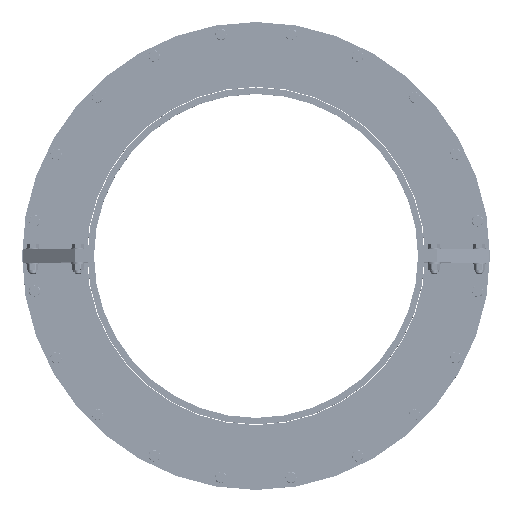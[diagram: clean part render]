
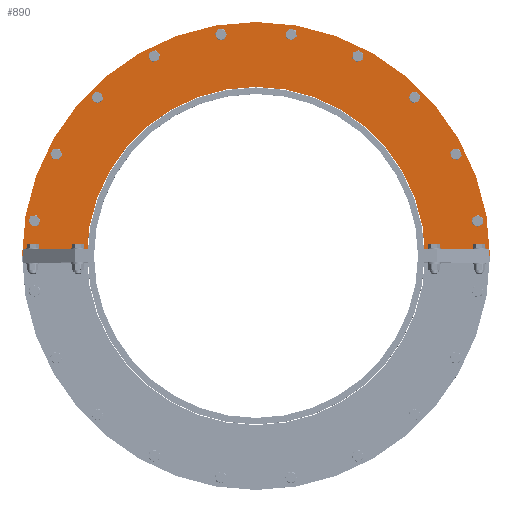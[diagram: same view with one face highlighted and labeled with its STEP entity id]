
A CAD part, top view. The second image highlights one B-rep face of the part: STEP entity #890.
In plain terms, the highlighted planar face has unit normal (0, 0, 1).
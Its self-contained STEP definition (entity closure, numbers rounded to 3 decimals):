
#404=CARTESIAN_POINT('',(362.5,0.2,10.0));
#405=VERTEX_POINT('',#404);
#414=CARTESIAN_POINT('',(262.,0.2,10.0));
#415=VERTEX_POINT('',#414);
#416=CARTESIAN_POINT('',(262.,0.2,10.0));
#417=DIRECTION('',(1.0,0.0,0.0));
#418=VECTOR('',#417,100.5);
#419=LINE('',#416,#418);
#420=EDGE_CURVE('',#415,#405,#419,.T.);
#446=CARTESIAN_POINT('',(-362.5,0.2,10.0));
#447=VERTEX_POINT('',#446);
#462=CARTESIAN_POINT('',(-262.,0.2,10.0));
#463=VERTEX_POINT('',#462);
#470=CARTESIAN_POINT('',(-362.5,0.2,10.0));
#471=DIRECTION('',(1.0,0.0,0.0));
#472=VECTOR('',#471,100.5);
#473=LINE('',#470,#472);
#474=EDGE_CURVE('',#447,#463,#473,.T.);
#621=CARTESIAN_POINT('',(0.0,0.0,10.0));
#622=DIRECTION('',(0.0,0.0,-1.0));
#623=DIRECTION('',(-1.0,0.0,0.0));
#624=AXIS2_PLACEMENT_3D('',#621,#622,#623);
#625=CIRCLE('',#624,262.0);
#626=EDGE_CURVE('',#463,#415,#625,.T.);
#639=CARTESIAN_POINT('',(60.305,341.29,10.0));
#640=VERTEX_POINT('',#639);
#641=CARTESIAN_POINT('',(54.361,343.222,10.0));
#642=DIRECTION('',(0.0,0.0,-1.0));
#643=DIRECTION('',(0.951,-0.309,0.0));
#644=AXIS2_PLACEMENT_3D('',#641,#642,#643);
#645=CIRCLE('',#644,6.25);
#646=EDGE_CURVE('',#640,#640,#645,.T.);
#659=CARTESIAN_POINT('',(162.818,305.951,10.0));
#660=VERTEX_POINT('',#659);
#661=CARTESIAN_POINT('',(157.762,309.625,10.0));
#662=DIRECTION('',(0.0,0.0,-1.0));
#663=DIRECTION('',(0.809,-0.588,0.0));
#664=AXIS2_PLACEMENT_3D('',#661,#662,#663);
#665=CIRCLE('',#664,6.25);
#666=EDGE_CURVE('',#660,#660,#665,.T.);
#679=CARTESIAN_POINT('',(249.393,240.663,10.0));
#680=VERTEX_POINT('',#679);
#681=CARTESIAN_POINT('',(245.72,245.72,10.0));
#682=DIRECTION('',(0.0,0.0,-1.0));
#683=DIRECTION('',(0.588,-0.809,0.0));
#684=AXIS2_PLACEMENT_3D('',#681,#682,#683);
#685=CIRCLE('',#684,6.25);
#686=EDGE_CURVE('',#680,#680,#685,.T.);
#699=CARTESIAN_POINT('',(311.556,151.818,10.0));
#700=VERTEX_POINT('',#699);
#701=CARTESIAN_POINT('',(309.625,157.762,10.0));
#702=DIRECTION('',(0.0,0.0,-1.0));
#703=DIRECTION('',(0.309,-0.951,0.0));
#704=AXIS2_PLACEMENT_3D('',#701,#702,#703);
#705=CIRCLE('',#704,6.25);
#706=EDGE_CURVE('',#700,#700,#705,.T.);
#719=CARTESIAN_POINT('',(343.222,48.111,10.0));
#720=VERTEX_POINT('',#719);
#721=CARTESIAN_POINT('',(343.222,54.361,10.0));
#722=DIRECTION('',(0.0,0.0,-1.0));
#723=DIRECTION('',(0.0,-1.0,0.0));
#724=AXIS2_PLACEMENT_3D('',#721,#722,#723);
#725=CIRCLE('',#724,6.25);
#726=EDGE_CURVE('',#720,#720,#725,.T.);
#739=CARTESIAN_POINT('',(-341.29,60.305,10.0));
#740=VERTEX_POINT('',#739);
#741=CARTESIAN_POINT('',(-343.222,54.361,10.0));
#742=DIRECTION('',(0.0,0.0,-1.0));
#743=DIRECTION('',(0.309,0.951,0.0));
#744=AXIS2_PLACEMENT_3D('',#741,#742,#743);
#745=CIRCLE('',#744,6.25);
#746=EDGE_CURVE('',#740,#740,#745,.T.);
#759=CARTESIAN_POINT('',(-305.951,162.818,10.0));
#760=VERTEX_POINT('',#759);
#761=CARTESIAN_POINT('',(-309.625,157.762,10.0));
#762=DIRECTION('',(0.0,0.0,-1.0));
#763=DIRECTION('',(0.588,0.809,0.0));
#764=AXIS2_PLACEMENT_3D('',#761,#762,#763);
#765=CIRCLE('',#764,6.25);
#766=EDGE_CURVE('',#760,#760,#765,.T.);
#779=CARTESIAN_POINT('',(-240.663,249.393,10.0));
#780=VERTEX_POINT('',#779);
#781=CARTESIAN_POINT('',(-245.72,245.72,10.0));
#782=DIRECTION('',(0.0,0.0,-1.0));
#783=DIRECTION('',(0.809,0.588,0.0));
#784=AXIS2_PLACEMENT_3D('',#781,#782,#783);
#785=CIRCLE('',#784,6.25);
#786=EDGE_CURVE('',#780,#780,#785,.T.);
#799=CARTESIAN_POINT('',(-151.818,311.556,10.0));
#800=VERTEX_POINT('',#799);
#801=CARTESIAN_POINT('',(-157.762,309.625,10.0));
#802=DIRECTION('',(0.0,0.0,-1.0));
#803=DIRECTION('',(0.951,0.309,0.0));
#804=AXIS2_PLACEMENT_3D('',#801,#802,#803);
#805=CIRCLE('',#804,6.25);
#806=EDGE_CURVE('',#800,#800,#805,.T.);
#819=CARTESIAN_POINT('',(-48.111,343.222,10.0));
#820=VERTEX_POINT('',#819);
#821=CARTESIAN_POINT('',(-54.361,343.222,10.0));
#822=DIRECTION('',(0.0,0.0,-1.0));
#823=DIRECTION('',(1.0,0.0,0.0));
#824=AXIS2_PLACEMENT_3D('',#821,#822,#823);
#825=CIRCLE('',#824,6.25);
#826=EDGE_CURVE('',#820,#820,#825,.T.);
#837=CARTESIAN_POINT('',(0.0,0.0,10.0));
#838=DIRECTION('',(0.0,0.0,-1.0));
#839=DIRECTION('',(-1.0,0.0,0.0));
#840=AXIS2_PLACEMENT_3D('',#837,#838,#839);
#841=CIRCLE('',#840,362.5);
#842=EDGE_CURVE('',#447,#405,#841,.T.);
#849=CARTESIAN_POINT('',(0.0,0.0,10.0));
#850=DIRECTION('',(0.0,0.0,-1.0));
#851=DIRECTION('',(-1.0,0.0,0.0));
#852=AXIS2_PLACEMENT_3D('',#849,#850,#851);
#853=PLANE('',#852);
#854=ORIENTED_EDGE('',*,*,#474,.T.);
#855=ORIENTED_EDGE('',*,*,#626,.T.);
#856=ORIENTED_EDGE('',*,*,#420,.T.);
#857=ORIENTED_EDGE('',*,*,#842,.F.);
#858=EDGE_LOOP('',(#854,#855,#856,#857));
#859=FACE_OUTER_BOUND('',#858,.T.);
#860=ORIENTED_EDGE('',*,*,#646,.T.);
#861=EDGE_LOOP('',(#860));
#862=FACE_BOUND('',#861,.T.);
#863=ORIENTED_EDGE('',*,*,#666,.T.);
#864=EDGE_LOOP('',(#863));
#865=FACE_BOUND('',#864,.T.);
#866=ORIENTED_EDGE('',*,*,#686,.T.);
#867=EDGE_LOOP('',(#866));
#868=FACE_BOUND('',#867,.T.);
#869=ORIENTED_EDGE('',*,*,#706,.T.);
#870=EDGE_LOOP('',(#869));
#871=FACE_BOUND('',#870,.T.);
#872=ORIENTED_EDGE('',*,*,#726,.T.);
#873=EDGE_LOOP('',(#872));
#874=FACE_BOUND('',#873,.T.);
#875=ORIENTED_EDGE('',*,*,#746,.T.);
#876=EDGE_LOOP('',(#875));
#877=FACE_BOUND('',#876,.T.);
#878=ORIENTED_EDGE('',*,*,#766,.T.);
#879=EDGE_LOOP('',(#878));
#880=FACE_BOUND('',#879,.T.);
#881=ORIENTED_EDGE('',*,*,#786,.T.);
#882=EDGE_LOOP('',(#881));
#883=FACE_BOUND('',#882,.T.);
#884=ORIENTED_EDGE('',*,*,#806,.T.);
#885=EDGE_LOOP('',(#884));
#886=FACE_BOUND('',#885,.T.);
#887=ORIENTED_EDGE('',*,*,#826,.T.);
#888=EDGE_LOOP('',(#887));
#889=FACE_BOUND('',#888,.T.);
#890=ADVANCED_FACE('',(#859,#862,#865,#868,#871,#874,#877,#880,#883,#886,#889),#853,.F.);
